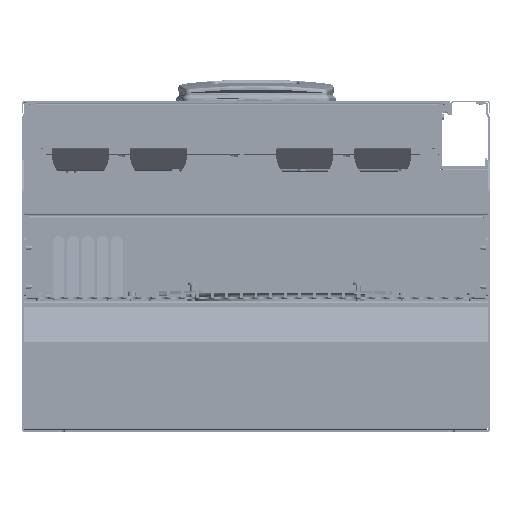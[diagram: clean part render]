
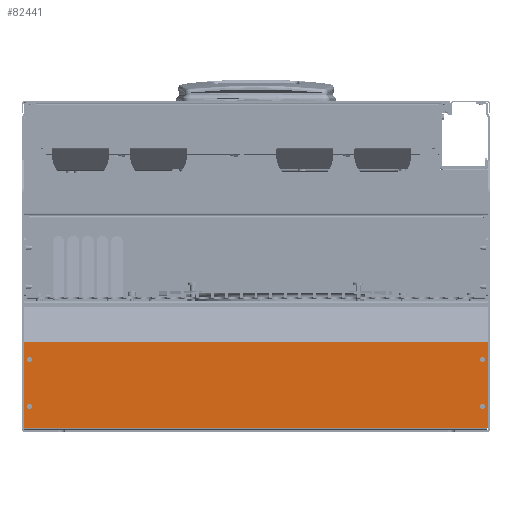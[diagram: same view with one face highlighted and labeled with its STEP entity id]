
A CAD part, front view. The second image highlights one B-rep face of the part: STEP entity #82441.
In plain terms, the highlighted planar face has unit normal (0, -1, 0).
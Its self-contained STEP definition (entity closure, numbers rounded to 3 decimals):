
#20417=DIRECTION('',(-1.,0.,0.));
#20418=VECTOR('',#20417,474.6);
#20419=CARTESIAN_POINT('',(214.569,-784.4,
-152.));
#20420=LINE('',#20419,#20418);
#20421=DIRECTION('',(1.,0.,0.));
#20422=VECTOR('',#20421,0.5);
#20423=CARTESIAN_POINT('',(-260.531,-784.4,
-152.));
#20424=LINE('',#20423,#20422);
#20425=DIRECTION('',(0.,0.,-1.));
#20426=VECTOR('',#20425,87.866);
#20427=CARTESIAN_POINT('',(-260.531,-784.4,
-64.134));
#20428=LINE('',#20427,#20426);
#20429=DIRECTION('',(0.,0.,1.));
#20430=VECTOR('',#20429,87.866);
#20431=CARTESIAN_POINT('',(215.069,-784.4,
-152.));
#20432=LINE('',#20431,#20430);
#20433=DIRECTION('',(1.,0.,0.));
#20434=VECTOR('',#20433,0.5);
#20435=CARTESIAN_POINT('',(214.569,-784.4,
-152.));
#20436=LINE('',#20435,#20434);
#20437=CARTESIAN_POINT('',(209.77,-784.4,
-81.75));
#20438=DIRECTION('',(0.,1.,0.));
#20439=DIRECTION('',(0.,0.,1.));
#20440=AXIS2_PLACEMENT_3D('',#20437,#20438,#20439);
#20442=CARTESIAN_POINT('',(209.77,-784.4,
-81.75));
#20443=DIRECTION('',(0.,1.,0.));
#20444=DIRECTION('',(0.,0.,-1.));
#20445=AXIS2_PLACEMENT_3D('',#20442,#20443,#20444);
#20447=CARTESIAN_POINT('',(209.77,-784.4,
-129.75));
#20448=DIRECTION('',(0.,1.,0.));
#20449=DIRECTION('',(0.,0.,1.));
#20450=AXIS2_PLACEMENT_3D('',#20447,#20448,#20449);
#20452=CARTESIAN_POINT('',(209.77,-784.4,
-129.75));
#20453=DIRECTION('',(0.,1.,0.));
#20454=DIRECTION('',(0.,0.,-1.));
#20455=AXIS2_PLACEMENT_3D('',#20452,#20453,#20454);
#20457=CARTESIAN_POINT('',(-255.23,-784.4,
-129.75));
#20458=DIRECTION('',(0.,1.,0.));
#20459=DIRECTION('',(0.,0.,1.));
#20460=AXIS2_PLACEMENT_3D('',#20457,#20458,#20459);
#20462=CARTESIAN_POINT('',(-255.23,-784.4,
-129.75));
#20463=DIRECTION('',(0.,1.,0.));
#20464=DIRECTION('',(0.,0.,-1.));
#20465=AXIS2_PLACEMENT_3D('',#20462,#20463,#20464);
#20467=CARTESIAN_POINT('',(-255.23,-784.4,
-81.75));
#20468=DIRECTION('',(0.,1.,0.));
#20469=DIRECTION('',(0.,0.,1.));
#20470=AXIS2_PLACEMENT_3D('',#20467,#20468,#20469);
#20472=CARTESIAN_POINT('',(-255.23,-784.4,
-81.75));
#20473=DIRECTION('',(0.,1.,0.));
#20474=DIRECTION('',(0.,0.,-1.));
#20475=AXIS2_PLACEMENT_3D('',#20472,#20473,#20474);
#20717=DIRECTION('',(1.,0.,0.));
#20718=VECTOR('',#20717,475.6);
#20719=CARTESIAN_POINT('',(-260.531,-784.4,
-64.134));
#20720=LINE('',#20719,#20718);
#40577=CARTESIAN_POINT('',(209.77,-784.4,
-79.15));
#40579=VERTEX_POINT('',#40577);
#40581=CARTESIAN_POINT('',(209.77,-784.4,
-127.15));
#40583=VERTEX_POINT('',#40581);
#40585=CARTESIAN_POINT('',(-255.23,-784.4,
-127.15));
#40587=VERTEX_POINT('',#40585);
#40589=CARTESIAN_POINT('',(-255.23,-784.4,
-79.15));
#40591=VERTEX_POINT('',#40589);
#43434=CARTESIAN_POINT('',(209.77,-784.4,
-84.35));
#43435=VERTEX_POINT('',#43434);
#43436=CARTESIAN_POINT('',(209.77,-784.4,
-132.35));
#43437=VERTEX_POINT('',#43436);
#43438=CARTESIAN_POINT('',(-255.23,-784.4,
-132.35));
#43439=VERTEX_POINT('',#43438);
#43440=CARTESIAN_POINT('',(-255.23,-784.4,
-84.35));
#43441=VERTEX_POINT('',#43440);
#43492=CARTESIAN_POINT('',(215.069,-784.4,
-152.));
#43493=VERTEX_POINT('',#43492);
#43494=CARTESIAN_POINT('',(215.069,-784.4,
-64.134));
#43495=VERTEX_POINT('',#43494);
#43506=CARTESIAN_POINT('',(-260.531,-784.4,
-64.134));
#43507=CARTESIAN_POINT('',(-260.531,-784.4,
-152.));
#43508=VERTEX_POINT('',#43506);
#43509=VERTEX_POINT('',#43507);
#43514=CARTESIAN_POINT('',(-260.031,-784.4,
-152.));
#43515=VERTEX_POINT('',#43514);
#43520=CARTESIAN_POINT('',(214.569,-784.4,
-152.));
#43521=VERTEX_POINT('',#43520);
#82399=CARTESIAN_POINT('',(-22.731,-784.4,
-108.067));
#82400=DIRECTION('',(0.,1.,0.));
#82401=DIRECTION('',(0.,0.,-1.));
#82402=AXIS2_PLACEMENT_3D('',#82399,#82400,#82401);
#82403=PLANE('',#82402);
#82404=ORIENTED_EDGE('',*,*,#82386,.T.);
#82406=ORIENTED_EDGE('',*,*,#82405,.F.);
#82408=ORIENTED_EDGE('',*,*,#82407,.F.);
#82410=ORIENTED_EDGE('',*,*,#82409,.T.);
#82412=ORIENTED_EDGE('',*,*,#82411,.F.);
#82414=ORIENTED_EDGE('',*,*,#82413,.F.);
#82415=EDGE_LOOP('',(#82404,#82406,#82408,#82410,#82412,#82414));
#82416=FACE_OUTER_BOUND('',#82415,.F.);
#82418=ORIENTED_EDGE('',*,*,#82417,.F.);
#82420=ORIENTED_EDGE('',*,*,#82419,.F.);
#82421=EDGE_LOOP('',(#82418,#82420));
#82422=FACE_BOUND('',#82421,.F.);
#82424=ORIENTED_EDGE('',*,*,#82423,.F.);
#82426=ORIENTED_EDGE('',*,*,#82425,.F.);
#82427=EDGE_LOOP('',(#82424,#82426));
#82428=FACE_BOUND('',#82427,.F.);
#82430=ORIENTED_EDGE('',*,*,#82429,.F.);
#82432=ORIENTED_EDGE('',*,*,#82431,.F.);
#82433=EDGE_LOOP('',(#82430,#82432));
#82434=FACE_BOUND('',#82433,.F.);
#82436=ORIENTED_EDGE('',*,*,#82435,.F.);
#82438=ORIENTED_EDGE('',*,*,#82437,.F.);
#82439=EDGE_LOOP('',(#82436,#82438));
#82440=FACE_BOUND('',#82439,.F.);
#82441=ADVANCED_FACE('',(#82416,#82422,#82428,#82434,#82440),#82403,.F.);
#20441=CIRCLE('',#20440,2.6);
#20446=CIRCLE('',#20445,2.6);
#20451=CIRCLE('',#20450,2.6);
#20456=CIRCLE('',#20455,2.6);
#20461=CIRCLE('',#20460,2.6);
#20466=CIRCLE('',#20465,2.6);
#20471=CIRCLE('',#20470,2.6);
#20476=CIRCLE('',#20475,2.6);
#82386=EDGE_CURVE('',#43521,#43515,#20420,.T.);
#82405=EDGE_CURVE('',#43509,#43515,#20424,.T.);
#82407=EDGE_CURVE('',#43508,#43509,#20428,.T.);
#82409=EDGE_CURVE('',#43508,#43495,#20720,.T.);
#82411=EDGE_CURVE('',#43493,#43495,#20432,.T.);
#82413=EDGE_CURVE('',#43521,#43493,#20436,.T.);
#82417=EDGE_CURVE('',#40579,#43435,#20441,.T.);
#82419=EDGE_CURVE('',#43435,#40579,#20446,.T.);
#82423=EDGE_CURVE('',#40583,#43437,#20451,.T.);
#82425=EDGE_CURVE('',#43437,#40583,#20456,.T.);
#82429=EDGE_CURVE('',#40587,#43439,#20461,.T.);
#82431=EDGE_CURVE('',#43439,#40587,#20466,.T.);
#82435=EDGE_CURVE('',#40591,#43441,#20471,.T.);
#82437=EDGE_CURVE('',#43441,#40591,#20476,.T.);
